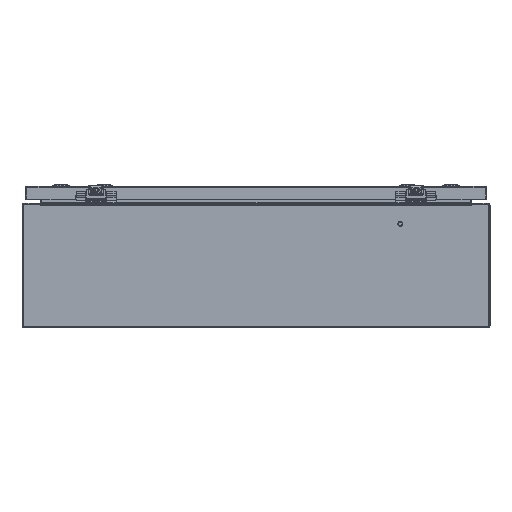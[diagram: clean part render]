
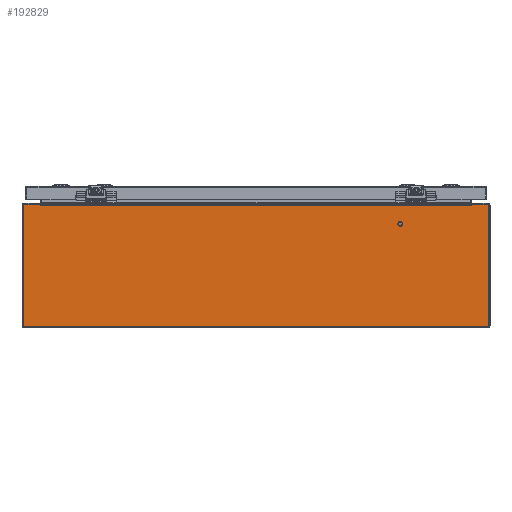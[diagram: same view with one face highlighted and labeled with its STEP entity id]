
A CAD part, front view. The second image highlights one B-rep face of the part: STEP entity #192829.
In plain terms, the highlighted face is planar.
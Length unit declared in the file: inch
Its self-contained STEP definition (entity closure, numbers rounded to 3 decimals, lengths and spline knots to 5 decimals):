
#95 = VERTEX_POINT ( 'NONE', #95178 ) ;
#3842 = DIRECTION ( 'NONE',  ( 0., 0., 1. ) ) ;
#5794 = CARTESIAN_POINT ( 'NONE',  ( -35.69, 28.51312, -1.136 ) ) ;
#7379 = CARTESIAN_POINT ( 'NONE',  ( -35.69, 29.547, -1.136 ) ) ;
#8813 = DIRECTION ( 'NONE',  ( 0., 0., 1. ) ) ;
#9435 = LINE ( 'NONE', #209502, #114073 ) ;
#10025 = LINE ( 'NONE', #27662, #179314 ) ;
#11496 = DIRECTION ( 'NONE',  ( 0., 0.174, -0.985 ) ) ;
#13845 = CARTESIAN_POINT ( 'NONE',  ( -35.69, 29.547, -9.01 ) ) ;
#14367 = CIRCLE ( 'NONE', #183765, 0.08 ) ;
#15701 = DIRECTION ( 'NONE',  ( 1., 0., 0. ) ) ;
#16182 = VECTOR ( 'NONE', #50914, 39.37008 ) ;
#17575 = LINE ( 'NONE', #133614, #122469 ) ;
#21982 = VECTOR ( 'NONE', #157279, 39.37008 ) ;
#23343 = ORIENTED_EDGE ( 'NONE', *, *, #172564, .F. ) ;
#23669 = CARTESIAN_POINT ( 'NONE',  ( -35.69, -0.167, -1.216 ) ) ;
#24241 = DIRECTION ( 'NONE',  ( 1., 0., 0. ) ) ;
#25678 = CARTESIAN_POINT ( 'NONE',  ( -35.69, 14.69, -1.136 ) ) ;
#25691 = DIRECTION ( 'NONE',  ( 0., 0., -1. ) ) ;
#25966 = DIRECTION ( 'NONE',  ( 0., 1., 0. ) ) ;
#27662 = CARTESIAN_POINT ( 'NONE',  ( -35.69, 14.69, -9.01 ) ) ;
#32275 = CARTESIAN_POINT ( 'NONE',  ( -35.69, 29.547, -8.93 ) ) ;
#33516 = VERTEX_POINT ( 'NONE', #5794 ) ;
#33897 = CARTESIAN_POINT ( 'NONE',  ( -35.69, 14.69, -1.136 ) ) ;
#34078 = CARTESIAN_POINT ( 'NONE',  ( -35.69, -0.167, -8.93 ) ) ;
#34169 = DIRECTION ( 'NONE',  ( 0., 1., 0. ) ) ;
#34844 = CARTESIAN_POINT ( 'NONE',  ( -35.69, -0.167, -1.136 ) ) ;
#35347 = ORIENTED_EDGE ( 'NONE', *, *, #47645, .F. ) ;
#35416 = LINE ( 'NONE', #66390, #16182 ) ;
#43576 = CARTESIAN_POINT ( 'NONE',  ( -35.69, 0.86688, -1.136 ) ) ;
#44137 = CARTESIAN_POINT ( 'NONE',  ( -35.69, 29.547, -1.216 ) ) ;
#44392 = ORIENTED_EDGE ( 'NONE', *, *, #124343, .F. ) ;
#45814 = VECTOR ( 'NONE', #25691, 39.37008 ) ;
#47645 = EDGE_CURVE ( 'NONE', #134986, #55496, #96924, .T. ) ;
#48797 = CARTESIAN_POINT ( 'NONE',  ( -35.69, 0.892, -1.19 ) ) ;
#50914 = DIRECTION ( 'NONE',  ( 0., 0., 1. ) ) ;
#51324 = VERTEX_POINT ( 'NONE', #48797 ) ;
#53803 = VERTEX_POINT ( 'NONE', #13845 ) ;
#54058 = CARTESIAN_POINT ( 'NONE',  ( -35.69, 28.5036, -1.19 ) ) ;
#54660 = DIRECTION ( 'NONE',  ( 1., 0., 0. ) ) ;
#55244 = VERTEX_POINT ( 'NONE', #186889 ) ;
#55496 = VERTEX_POINT ( 'NONE', #189695 ) ;
#55692 = ORIENTED_EDGE ( 'NONE', *, *, #93901, .T. ) ;
#58059 = VERTEX_POINT ( 'NONE', #99490 ) ;
#59303 = CARTESIAN_POINT ( 'NONE',  ( -35.69, 29.627, -8.93 ) ) ;
#59531 = CIRCLE ( 'NONE', #214764, 0.08 ) ;
#66390 = CARTESIAN_POINT ( 'NONE',  ( -35.69, 29.627, -5.073 ) ) ;
#68628 = CARTESIAN_POINT ( 'NONE',  ( -35.69, -0.247, -8.93 ) ) ;
#71002 = EDGE_CURVE ( 'NONE', #95, #53803, #10025, .T. ) ;
#73690 = EDGE_CURVE ( 'NONE', #112174, #103763, #59531, .T. ) ;
#74280 = LINE ( 'NONE', #25678, #21982 ) ;
#74511 = LINE ( 'NONE', #107653, #132321 ) ;
#77320 = DIRECTION ( 'NONE',  ( 0., 1., 0. ) ) ;
#77508 = CARTESIAN_POINT ( 'NONE',  ( -35.69, -0.247, -5.073 ) ) ;
#78229 = AXIS2_PLACEMENT_3D ( 'NONE', #32275, #15701, #82996 ) ;
#82996 = DIRECTION ( 'NONE',  ( 0., 0., 1. ) ) ;
#84816 = DIRECTION ( 'NONE',  ( 0., 0., 1. ) ) ;
#88841 = CIRCLE ( 'NONE', #78229, 0.08 ) ;
#91305 = AXIS2_PLACEMENT_3D ( 'NONE', #199211, #202521, #136132 ) ;
#93449 = ORIENTED_EDGE ( 'NONE', *, *, #71002, .F. ) ;
#93901 = EDGE_CURVE ( 'NONE', #58059, #51324, #9435, .T. ) ;
#94754 = DIRECTION ( 'NONE',  ( 0., -1., 0. ) ) ;
#94820 = ORIENTED_EDGE ( 'NONE', *, *, #214126, .F. ) ;
#95178 = CARTESIAN_POINT ( 'NONE',  ( -35.69, -0.167, -9.01 ) ) ;
#96924 = LINE ( 'NONE', #130046, #173649 ) ;
#99490 = CARTESIAN_POINT ( 'NONE',  ( -35.69, 0.8764, -1.19 ) ) ;
#99637 = FACE_OUTER_BOUND ( 'NONE', #179727, .T. ) ;
#101438 = DIRECTION ( 'NONE',  ( 1., 0., 0. ) ) ;
#103763 = VERTEX_POINT ( 'NONE', #206997 ) ;
#105393 = EDGE_CURVE ( 'NONE', #103763, #155490, #191512, .T. ) ;
#107653 = CARTESIAN_POINT ( 'NONE',  ( -35.69, 0.87164, -1.163 ) ) ;
#112174 = VERTEX_POINT ( 'NONE', #34844 ) ;
#113007 = VECTOR ( 'NONE', #140467, 39.37008 ) ;
#114073 = VECTOR ( 'NONE', #25966, 39.37008 ) ;
#117296 = PLANE ( 'NONE',  #91305 ) ;
#117797 = LINE ( 'NONE', #33897, #121770 ) ;
#118632 = ORIENTED_EDGE ( 'NONE', *, *, #205598, .F. ) ;
#121770 = VECTOR ( 'NONE', #153234, 39.37008 ) ;
#122469 = VECTOR ( 'NONE', #34169, 39.37008 ) ;
#124343 = EDGE_CURVE ( 'NONE', #55244, #202852, #133604, .T. ) ;
#130046 = CARTESIAN_POINT ( 'NONE',  ( -35.69, 28.49579, -1.19 ) ) ;
#130492 = ORIENTED_EDGE ( 'NONE', *, *, #149399, .F. ) ;
#132321 = VECTOR ( 'NONE', #11496, 39.37008 ) ;
#133604 = CIRCLE ( 'NONE', #154805, 0.08 ) ;
#133614 = CARTESIAN_POINT ( 'NONE',  ( -35.69, 14.69, -1.19 ) ) ;
#134986 = VERTEX_POINT ( 'NONE', #54058 ) ;
#136132 = DIRECTION ( 'NONE',  ( 0., 0., 1. ) ) ;
#140467 = DIRECTION ( 'NONE',  ( 0., -0.174, -0.985 ) ) ;
#141946 = VERTEX_POINT ( 'NONE', #43576 ) ;
#149399 = EDGE_CURVE ( 'NONE', #186088, #55244, #35416, .T. ) ;
#153234 = DIRECTION ( 'NONE',  ( 0., -1., 0. ) ) ;
#154805 = AXIS2_PLACEMENT_3D ( 'NONE', #44137, #24241, #8813 ) ;
#155490 = VERTEX_POINT ( 'NONE', #68628 ) ;
#157279 = DIRECTION ( 'NONE',  ( 0., -1., 0. ) ) ;
#158191 = LINE ( 'NONE', #196526, #113007 ) ;
#163355 = EDGE_CURVE ( 'NONE', #155490, #95, #14367, .T. ) ;
#172564 = EDGE_CURVE ( 'NONE', #33516, #134986, #158191, .T. ) ;
#173649 = VECTOR ( 'NONE', #94754, 39.37008 ) ;
#175492 = ORIENTED_EDGE ( 'NONE', *, *, #196834, .F. ) ;
#179314 = VECTOR ( 'NONE', #77320, 39.37008 ) ;
#179727 = EDGE_LOOP ( 'NONE', ( #175492, #44392, #130492, #118632, #93449, #187033, #204790, #182735, #94820, #212399, #55692, #182893, #35347, #23343 ) ) ;
#182735 = ORIENTED_EDGE ( 'NONE', *, *, #73690, .F. ) ;
#182893 = ORIENTED_EDGE ( 'NONE', *, *, #202262, .T. ) ;
#183765 = AXIS2_PLACEMENT_3D ( 'NONE', #34078, #101438, #84816 ) ;
#186088 = VERTEX_POINT ( 'NONE', #59303 ) ;
#186889 = CARTESIAN_POINT ( 'NONE',  ( -35.69, 29.627, -1.216 ) ) ;
#187033 = ORIENTED_EDGE ( 'NONE', *, *, #163355, .F. ) ;
#189564 = EDGE_CURVE ( 'NONE', #141946, #58059, #74511, .T. ) ;
#189695 = CARTESIAN_POINT ( 'NONE',  ( -35.69, 28.488, -1.19 ) ) ;
#191512 = LINE ( 'NONE', #77508, #45814 ) ;
#192829 = ADVANCED_FACE ( 'NONE', ( #99637 ), #117296, .T. ) ;
#196526 = CARTESIAN_POINT ( 'NONE',  ( -35.69, 28.50836, -1.163 ) ) ;
#196834 = EDGE_CURVE ( 'NONE', #202852, #33516, #74280, .T. ) ;
#199211 = CARTESIAN_POINT ( 'NONE',  ( -35.69, 14.69, -5.073 ) ) ;
#202262 = EDGE_CURVE ( 'NONE', #51324, #55496, #17575, .T. ) ;
#202521 = DIRECTION ( 'NONE',  ( -1., 0., 0. ) ) ;
#202852 = VERTEX_POINT ( 'NONE', #7379 ) ;
#204790 = ORIENTED_EDGE ( 'NONE', *, *, #105393, .F. ) ;
#205598 = EDGE_CURVE ( 'NONE', #53803, #186088, #88841, .T. ) ;
#206997 = CARTESIAN_POINT ( 'NONE',  ( -35.69, -0.247, -1.216 ) ) ;
#209502 = CARTESIAN_POINT ( 'NONE',  ( -35.69, 0.88421, -1.19 ) ) ;
#212399 = ORIENTED_EDGE ( 'NONE', *, *, #189564, .T. ) ;
#214126 = EDGE_CURVE ( 'NONE', #141946, #112174, #117797, .T. ) ;
#214764 = AXIS2_PLACEMENT_3D ( 'NONE', #23669, #54660, #3842 ) ;
